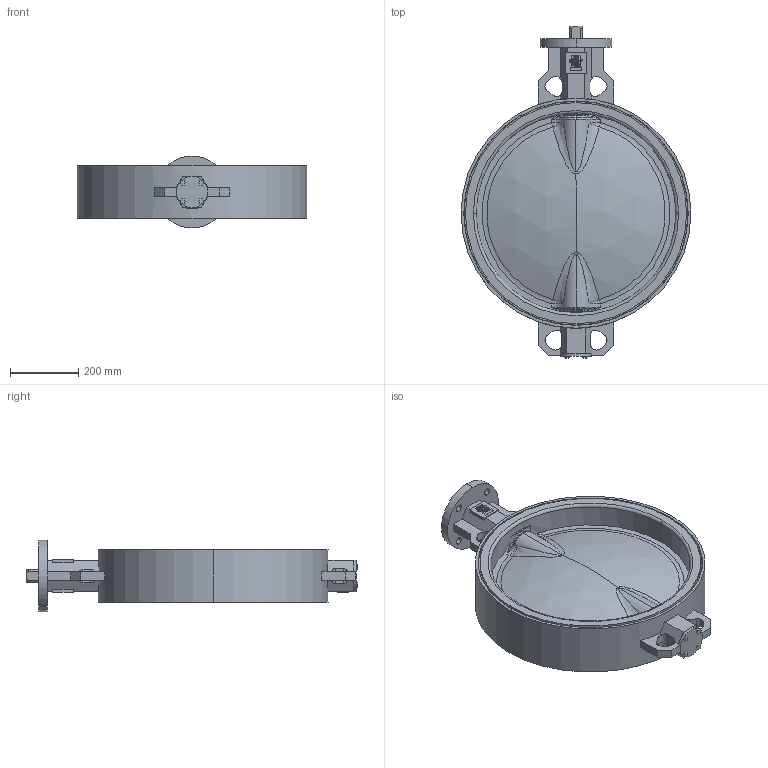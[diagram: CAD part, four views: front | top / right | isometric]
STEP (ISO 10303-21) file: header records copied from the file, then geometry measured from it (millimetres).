
FILE_DESCRIPTION (( 'STEP AP203' ), '1' );
FILE_NAME ('EVS-i DN600 PN16 F16-L36.STEP', '2024-04-22T12:49:49', ( '' ), ( '' ), 'SwSTEP 2.0', 'SolidWorks 2015', '' );
FILE_SCHEMA (( 'CONFIG_CONTROL_DESIGN' ));
Length unit declared in the file: millimetre
Products named in the file (1): EVS-i DN600 PN16 F16-L36
Bounding box: 672 x 970 x 210 mm (x, y, z)
Volume: 31357746.1 mm3; surface area: 1564675.4 mm2
Topology: 1 solids, 1 shells, 543 faces, 1418 edges, 905 vertices
Faces by surface type: plane 292, bspline 113, cylinder 77, torus 32, cone 17, sphere 12
Entity records: 23268 total; most frequent: CARTESIAN_POINT 10605, ORIENTED_EDGE 2820, DIRECTION 2275, EDGE_CURVE 1410, VERTEX_POINT 905, VECTOR 837, LINE 837, AXIS2_PLACEMENT_3D 719
